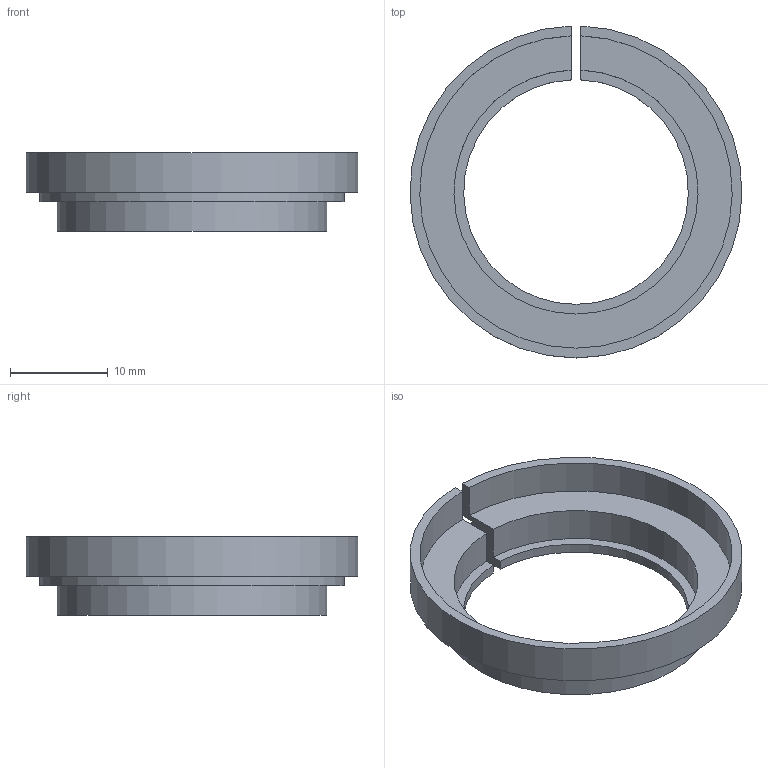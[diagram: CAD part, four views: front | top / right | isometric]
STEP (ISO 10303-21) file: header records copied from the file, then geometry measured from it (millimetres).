
FILE_DESCRIPTION(/* description */ (''),/* implementation_level */ '2;1');
FILE_NAME(/* name */ '32to25mmFilterAdapter.stp',/* time_stamp */ '2025-12-10T17:13:23+01:00',/* author */ ('nvladi'),/* organization */ (''),/* preprocessor_version */ 'ST-DEVELOPER v19.2',/* originating_system */ 'Autodesk Inventor 2024',/* authorisation */ '');
FILE_SCHEMA (('AUTOMOTIVE_DESIGN { 1 0 10303 214 3 1 1 }'));
Length unit declared in the file: millimetre
Products named in the file (1): 32to25mmFilterAdapter
Bounding box: 34 x 33.99 x 8 mm (x, y, z)
Volume: 1228.9 mm3; surface area: 2469.8 mm2
Topology: 1 solids, 1 shells, 14 faces, 43 edges, 33 vertices
Faces by surface type: plane 8, cylinder 6
Entity records: 537 total; most frequent: DIRECTION 92, CARTESIAN_POINT 84, ORIENTED_EDGE 72, EDGE_CURVE 36, AXIS2_PLACEMENT_3D 34, LINE 24, VECTOR 24, VERTEX_POINT 24
